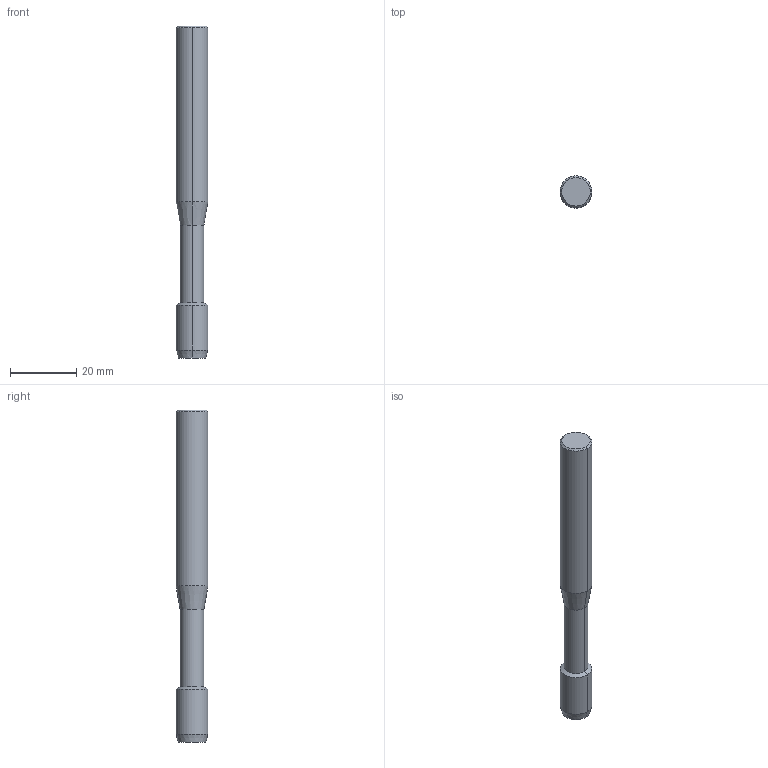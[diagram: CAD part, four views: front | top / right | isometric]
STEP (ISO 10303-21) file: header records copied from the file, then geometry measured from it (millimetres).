
FILE_DESCRIPTION(('no description'),'unknown implementation level');
FILE_NAME('solidbXzcTl_cb4hQ2x1byAw_xWH38lo_1.STP',' ',('CIMSOURCE GmbH'),('CADClick - KiM GmbH - www.kimweb.de'),'unknown preprocess','ACIS','unknown authorization');
FILE_SCHEMA(('automotive_design'));
Length unit declared in the file: millimetre
Products named in the file (2): 1; 2
Bounding box: 9.6 x 9.6 x 100 mm (x, y, z)
Volume: 6328.4 mm3; surface area: 3713.9 mm2
Topology: 2 solids, 2 shells, 26 faces, 50 edges, 28 vertices
Faces by surface type: cone 12, cylinder 10, plane 4
Entity records: 1317 total; most frequent: DIRECTION 140, CARTESIAN_POINT 109, STYLED_ITEM 106, PRESENTATION_STYLE_ASSIGNMENT 106, COLOUR_RGB 106, ORIENTED_EDGE 100, AXIS2_PLACEMENT_3D 59, EDGE_CURVE 50
